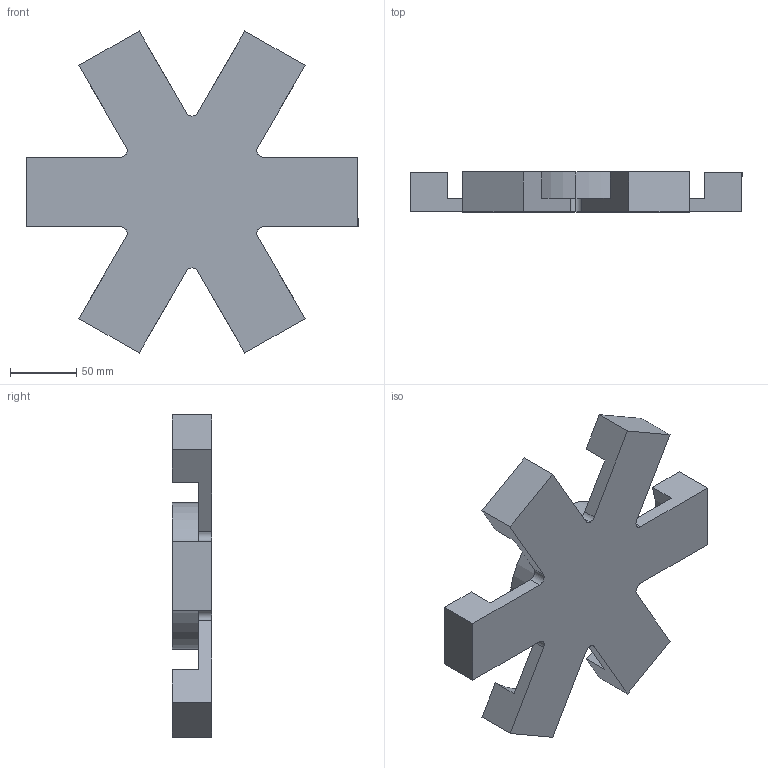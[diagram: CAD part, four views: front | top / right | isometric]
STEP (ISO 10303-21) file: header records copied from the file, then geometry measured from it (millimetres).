
FILE_DESCRIPTION (( 'STEP AP214' ), '1' );
FILE_NAME ('Mittelteil_Addon_30mm.STEP', '2024-10-28T23:18:57', ( '' ), ( '' ), 'SwSTEP 2.0', 'SolidWorks 2024', '' );
FILE_SCHEMA (( 'AUTOMOTIVE_DESIGN' ));
Length unit declared in the file: millimetre
Products named in the file (1): Mittelteil_Addon_30mm
Bounding box: 250 x 30 x 242.61 mm (x, y, z)
Volume: 500152.4 mm3; surface area: 110194.7 mm2
Topology: 1 solids, 1 shells, 49 faces, 135 edges, 90 vertices
Faces by surface type: plane 31, cylinder 18
Entity records: 1588 total; most frequent: CARTESIAN_POINT 275, DIRECTION 271, ORIENTED_EDGE 270, EDGE_CURVE 135, LINE 99, VECTOR 99, VERTEX_POINT 90, AXIS2_PLACEMENT_3D 86
